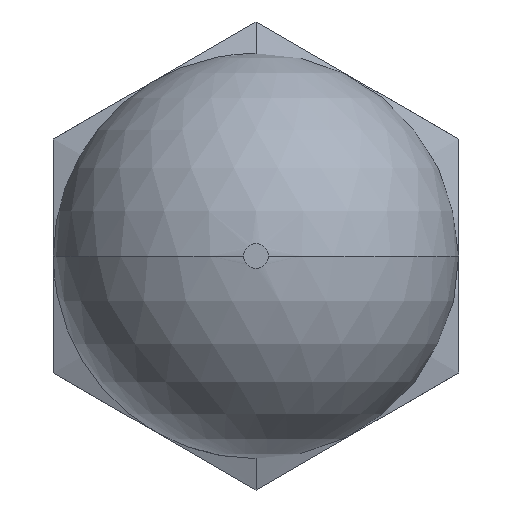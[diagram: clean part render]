
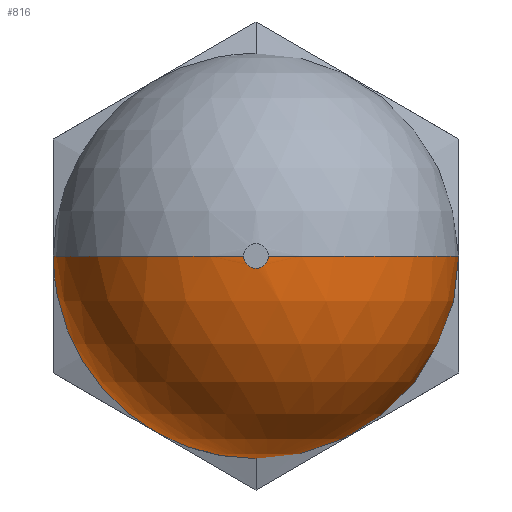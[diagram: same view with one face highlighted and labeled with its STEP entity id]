
A CAD part, front view. The second image highlights one B-rep face of the part: STEP entity #816.
In plain terms, the highlighted spherical face has radius 11 mm.
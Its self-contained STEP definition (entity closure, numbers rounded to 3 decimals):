
#2 = SPHERICAL_SURFACE ( 'NONE', #827, 11. ) ;
#22 = CIRCLE ( 'NONE', #984, 0.663 ) ;
#26 = DIRECTION ( 'NONE',  ( 0., 0., 1. ) ) ;
#27 = DIRECTION ( 'NONE',  ( 0., 1., 0. ) ) ;
#28 = CARTESIAN_POINT ( 'NONE',  ( 0., -13., 0. ) ) ;
#36 = CIRCLE ( 'NONE', #947, 7.5 ) ;
#42 = DIRECTION ( 'NONE',  ( 0., 0., 1. ) ) ;
#45 = DIRECTION ( 'NONE',  ( 0., 1., 0. ) ) ;
#46 = CARTESIAN_POINT ( 'NONE',  ( 0., -32.027, 0. ) ) ;
#71 = DIRECTION ( 'NONE',  ( 1., 0., 0. ) ) ;
#78 = DIRECTION ( 'NONE',  ( 0., 0., 1. ) ) ;
#81 = CARTESIAN_POINT ( 'NONE',  ( 0., -21.047, 0. ) ) ;
#174 = AXIS2_PLACEMENT_3D ( 'NONE', #994, #993, #990 ) ;
#189 = AXIS2_PLACEMENT_3D ( 'NONE', #81, #78, #71 ) ;
#195 = CARTESIAN_POINT ( 'NONE',  ( 0., -13., -7.5 ) ) ;
#219 = AXIS2_PLACEMENT_3D ( 'NONE', #377, #267, #252 ) ;
#224 = CIRCLE ( 'NONE', #174, 11. ) ;
#226 = CIRCLE ( 'NONE', #189, 11. ) ;
#242 = CIRCLE ( 'NONE', #219, 7.5 ) ;
#252 = DIRECTION ( 'NONE',  ( 0., 0., 1. ) ) ;
#260 = CARTESIAN_POINT ( 'NONE',  ( -7.5, -13., 0. ) ) ;
#267 = DIRECTION ( 'NONE',  ( 0., 1., 0. ) ) ;
#315 = EDGE_CURVE ( 'NONE', #814, #663, #242, .T. ) ;
#324 = VERTEX_POINT ( 'NONE', #260 ) ;
#334 = EDGE_CURVE ( 'NONE', #395, #814, #226, .T. ) ;
#351 = EDGE_CURVE ( 'NONE', #410, #324, #224, .T. ) ;
#377 = CARTESIAN_POINT ( 'NONE',  ( 0., -13., 0. ) ) ;
#395 = VERTEX_POINT ( 'NONE', #931 ) ;
#410 = VERTEX_POINT ( 'NONE', #908 ) ;
#424 = EDGE_LOOP ( 'NONE', ( #444, #766, #627, #479, #727 ) ) ;
#444 = ORIENTED_EDGE ( 'NONE', *, *, #334, .F. ) ;
#479 = ORIENTED_EDGE ( 'NONE', *, *, #718, .F. ) ;
#627 = ORIENTED_EDGE ( 'NONE', *, *, #351, .T. ) ;
#663 = VERTEX_POINT ( 'NONE', #195 ) ;
#711 = EDGE_CURVE ( 'NONE', #395, #410, #22, .T. ) ;
#718 = EDGE_CURVE ( 'NONE', #663, #324, #36, .T. ) ;
#727 = ORIENTED_EDGE ( 'NONE', *, *, #315, .F. ) ;
#766 = ORIENTED_EDGE ( 'NONE', *, *, #711, .T. ) ;
#814 = VERTEX_POINT ( 'NONE', #925 ) ;
#816 = ADVANCED_FACE ( 'NONE', ( #1012 ), #2, .T. ) ;
#827 = AXIS2_PLACEMENT_3D ( 'NONE', #919, #997, #902 ) ;
#902 = DIRECTION ( 'NONE',  ( -1., 0., 0. ) ) ;
#908 = CARTESIAN_POINT ( 'NONE',  ( -0.663, -32.027, 0. ) ) ;
#919 = CARTESIAN_POINT ( 'NONE',  ( 0., -21.047, 0. ) ) ;
#925 = CARTESIAN_POINT ( 'NONE',  ( 7.5, -13., 0. ) ) ;
#931 = CARTESIAN_POINT ( 'NONE',  ( 0.663, -32.027, 0. ) ) ;
#947 = AXIS2_PLACEMENT_3D ( 'NONE', #28, #27, #26 ) ;
#984 = AXIS2_PLACEMENT_3D ( 'NONE', #46, #45, #42 ) ;
#990 = DIRECTION ( 'NONE',  ( -1., 0., 0. ) ) ;
#993 = DIRECTION ( 'NONE',  ( 0., 0., -1. ) ) ;
#994 = CARTESIAN_POINT ( 'NONE',  ( 0., -21.047, 0. ) ) ;
#997 = DIRECTION ( 'NONE',  ( 0., 0., 1. ) ) ;
#1012 = FACE_OUTER_BOUND ( 'NONE', #424, .T. ) ;
